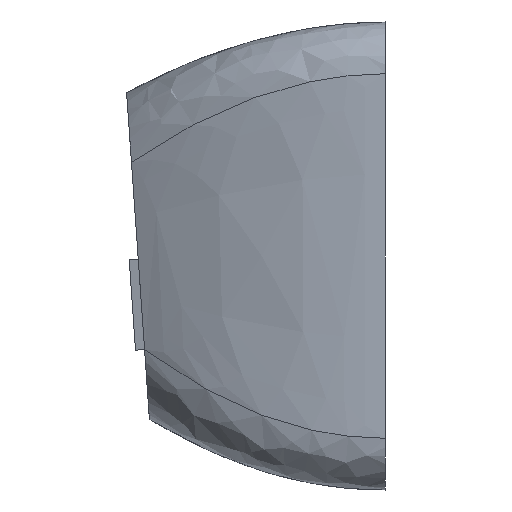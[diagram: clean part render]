
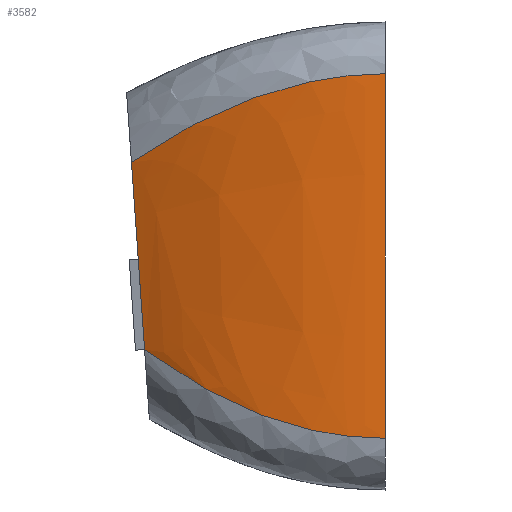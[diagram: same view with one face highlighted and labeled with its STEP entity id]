
A CAD part, left-side view. The second image highlights one B-rep face of the part: STEP entity #3582.
In plain terms, the highlighted free-form (B-spline) face has degree [3, 3] with [4, 4] control points.
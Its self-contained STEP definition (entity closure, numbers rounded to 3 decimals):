
#75=B_SPLINE_SURFACE_WITH_KNOTS('',3,3,((#6477,#6478,#6479,#6480),(#6481,
#6482,#6483,#6484),(#6485,#6486,#6487,#6488),(#6489,#6490,#6491,#6492)),
 .UNSPECIFIED.,.F.,.F.,.F.,(4,4),(4,4),(0.,1.),(0.,1.),.UNSPECIFIED.);
#190=B_SPLINE_CURVE_WITH_KNOTS('',3,(#6469,#6470,#6471,#6472),
 .UNSPECIFIED.,.F.,.F.,(4,4),(0.,1.),.UNSPECIFIED.);
#192=B_SPLINE_CURVE_WITH_KNOTS('',3,(#6493,#6494,#6495,#6496),
 .UNSPECIFIED.,.F.,.F.,(4,4),(0.,1.),.UNSPECIFIED.);
#317=FACE_OUTER_BOUND('',#517,.T.);
#517=EDGE_LOOP('',(#2787,#2788,#2789,#2790));
#778=LINE('',#5967,#1165);
#779=LINE('',#6437,#1166);
#1165=VECTOR('',#4124,10.);
#1166=VECTOR('',#4129,10.);
#1553=VERTEX_POINT('',#5953);
#1559=VERTEX_POINT('',#5965);
#1569=VERTEX_POINT('',#6434);
#1570=VERTEX_POINT('',#6436);
#1986=EDGE_CURVE('',#1553,#1559,#778,.T.);
#2004=EDGE_CURVE('',#1569,#1570,#779,.T.);
#2011=EDGE_CURVE('',#1553,#1569,#190,.T.);
#2013=EDGE_CURVE('',#1559,#1570,#192,.T.);
#2787=ORIENTED_EDGE('',*,*,#1986,.T.);
#2788=ORIENTED_EDGE('',*,*,#2013,.T.);
#2789=ORIENTED_EDGE('',*,*,#2004,.F.);
#2790=ORIENTED_EDGE('',*,*,#2011,.F.);
#3582=ADVANCED_FACE('',(#317),#75,.T.);
#4124=DIRECTION('',(0.,-0.07,-0.998));
#4129=DIRECTION('',(0.,0.,-1.));
#5953=CARTESIAN_POINT('',(2.7,9.82,12.669));
#5965=CARTESIAN_POINT('',(2.7,9.314,5.431));
#5967=CARTESIAN_POINT('',(2.7,9.82,12.669));
#6434=CARTESIAN_POINT('',(0.,0.,16.1));
#6436=CARTESIAN_POINT('',(0.,0.,2.));
#6437=CARTESIAN_POINT('',(0.,0.,16.1));
#6469=CARTESIAN_POINT('Ctrl Pts',(2.7,9.82,12.669));
#6470=CARTESIAN_POINT('Ctrl Pts',(0.9,6.547,14.956));
#6471=CARTESIAN_POINT('Ctrl Pts',(0.,3.189,
16.1));
#6472=CARTESIAN_POINT('Ctrl Pts',(0.,0.,16.1));
#6477=CARTESIAN_POINT('Ctrl Pts',(2.7,9.82,12.669));
#6478=CARTESIAN_POINT('Ctrl Pts',(0.9,6.547,14.956));
#6479=CARTESIAN_POINT('Ctrl Pts',(0.,3.189,
16.1));
#6480=CARTESIAN_POINT('Ctrl Pts',(0.,0.,16.1));
#6481=CARTESIAN_POINT('Ctrl Pts',(2.7,9.722,11.259));
#6482=CARTESIAN_POINT('Ctrl Pts',(0.939,6.481,13.324));
#6483=CARTESIAN_POINT('Ctrl Pts',(0.,3.189,
15.053));
#6484=CARTESIAN_POINT('Ctrl Pts',(0.,0.,15.053));
#6485=CARTESIAN_POINT('Ctrl Pts',(2.7,9.413,6.841));
#6486=CARTESIAN_POINT('Ctrl Pts',(0.939,6.275,4.776));
#6487=CARTESIAN_POINT('Ctrl Pts',(0.,3.189,
3.047));
#6488=CARTESIAN_POINT('Ctrl Pts',(0.,0.,3.047));
#6489=CARTESIAN_POINT('Ctrl Pts',(2.7,9.314,5.431));
#6490=CARTESIAN_POINT('Ctrl Pts',(0.9,6.209,3.144));
#6491=CARTESIAN_POINT('Ctrl Pts',(0.,3.189,
2.));
#6492=CARTESIAN_POINT('Ctrl Pts',(0.,0.,2.));
#6493=CARTESIAN_POINT('Ctrl Pts',(2.7,9.314,5.431));
#6494=CARTESIAN_POINT('Ctrl Pts',(0.9,6.209,3.144));
#6495=CARTESIAN_POINT('Ctrl Pts',(0.,3.189,
2.));
#6496=CARTESIAN_POINT('Ctrl Pts',(0.,0.,2.));
